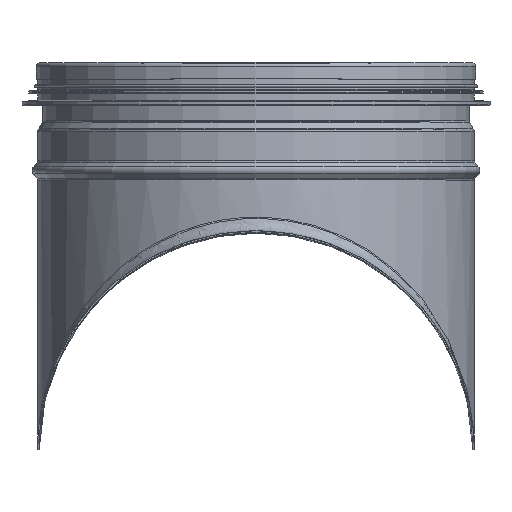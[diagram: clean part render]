
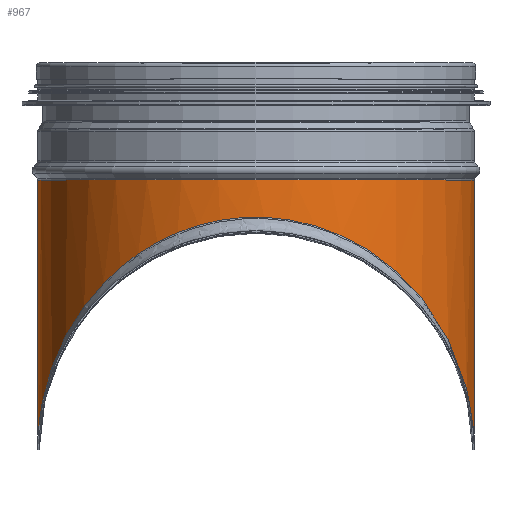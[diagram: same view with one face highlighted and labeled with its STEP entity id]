
A CAD part, top view. The second image highlights one B-rep face of the part: STEP entity #967.
In plain terms, the highlighted cylindrical face has radius 79 mm (diameter 158 mm), a full revolution.
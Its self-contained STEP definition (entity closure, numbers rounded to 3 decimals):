
#882=CARTESIAN_POINT('',(-78.978,2.,-1.881));
#883=VERTEX_POINT('',#882);
#893=CARTESIAN_POINT('',(78.978,2.,-1.881));
#894=VERTEX_POINT('',#893);
#895=CARTESIAN_POINT('',(0.,0.,0.0));
#896=DIRECTION('',(0.,-0.685,-0.728));
#897=DIRECTION('',(0.,0.728,-0.685));
#898=AXIS2_PLACEMENT_3D('',#895,#896,#897);
#899=ELLIPSE('',#898,115.313,79.);
#900=EDGE_CURVE('',#883,#894,#899,.T.);
#923=CARTESIAN_POINT('',(0.,49.75,0.0));
#924=DIRECTION('',(0.,1.0,0.0));
#925=DIRECTION('',(-1.0,0.0,0.0));
#926=AXIS2_PLACEMENT_3D('',#923,#924,#925);
#927=CYLINDRICAL_SURFACE('',#926,79.);
#928=ORIENTED_EDGE('',*,*,#900,.F.);
#929=CARTESIAN_POINT('',(-78.978,2.,1.881));
#930=VERTEX_POINT('',#929);
#931=CARTESIAN_POINT('',(0.,2.,0.0));
#932=DIRECTION('',(0.0,1.0,0.0));
#933=DIRECTION('',(-1.0,0.0,0.0));
#934=AXIS2_PLACEMENT_3D('',#931,#932,#933);
#935=CIRCLE('',#934,79.);
#936=EDGE_CURVE('',#883,#930,#935,.T.);
#937=ORIENTED_EDGE('',*,*,#936,.T.);
#938=CARTESIAN_POINT('',(78.978,2.,1.881));
#939=VERTEX_POINT('',#938);
#940=CARTESIAN_POINT('',(0.,0.,0.0));
#941=DIRECTION('',(0.,-0.685,0.728));
#942=DIRECTION('',(0.,0.728,0.685));
#943=AXIS2_PLACEMENT_3D('',#940,#941,#942);
#944=ELLIPSE('',#943,115.313,79.0);
#945=EDGE_CURVE('',#939,#930,#944,.T.);
#946=ORIENTED_EDGE('',*,*,#945,.F.);
#947=CARTESIAN_POINT('',(0.,2.,0.0));
#948=DIRECTION('',(0.0,1.0,0.0));
#949=DIRECTION('',(-1.0,0.0,0.0));
#950=AXIS2_PLACEMENT_3D('',#947,#948,#949);
#951=CIRCLE('',#950,79.);
#952=EDGE_CURVE('',#939,#894,#951,.T.);
#953=ORIENTED_EDGE('',*,*,#952,.T.);
#954=EDGE_LOOP('',(#928,#937,#946,#953));
#955=FACE_OUTER_BOUND('',#954,.T.);
#956=CARTESIAN_POINT('',(-79.,97.5,0.0));
#957=VERTEX_POINT('',#956);
#958=CARTESIAN_POINT('',(0.,97.5,0.0));
#959=DIRECTION('',(0.0,1.0,0.0));
#960=DIRECTION('',(-1.0,0.0,0.0));
#961=AXIS2_PLACEMENT_3D('',#958,#959,#960);
#962=CIRCLE('',#961,79.);
#963=EDGE_CURVE('',#957,#957,#962,.T.);
#964=ORIENTED_EDGE('',*,*,#963,.F.);
#965=EDGE_LOOP('',(#964));
#966=FACE_BOUND('',#965,.T.);
#967=ADVANCED_FACE('',(#955,#966),#927,.T.);
